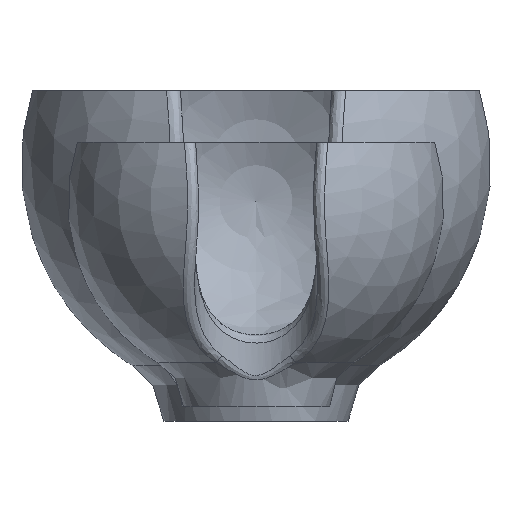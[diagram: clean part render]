
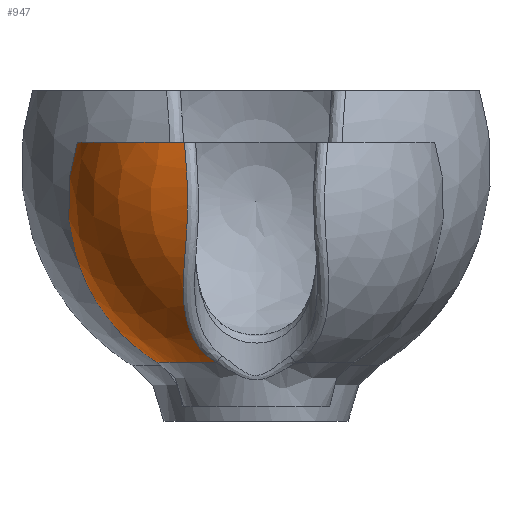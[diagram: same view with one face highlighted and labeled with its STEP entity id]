
A CAD part, left-side view. The second image highlights one B-rep face of the part: STEP entity #947.
In plain terms, the highlighted spherical face has radius 26.818 mm.
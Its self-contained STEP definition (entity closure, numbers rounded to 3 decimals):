
#65=SPHERICAL_SURFACE('',#1061,26.818);
#109=FACE_OUTER_BOUND('',#167,.T.);
#167=EDGE_LOOP('',(#813,#814,#815,#816));
#225=CIRCLE('',#1048,25.449);
#320=B_SPLINE_CURVE_WITH_KNOTS('',3,(#5241,#5242,#5243,#5244,#5245,#5246,
#5247,#5248,#5249),.UNSPECIFIED.,.F.,.F.,(4,1,1,1,1,1,4),(0.399,
0.797,1.229,1.661,2.526,2.958,
3.39),.UNSPECIFIED.);
#321=B_SPLINE_CURVE_WITH_KNOTS('',3,(#5252,#5253,#5254,#5255,#5256,#5257,
#5258,#5259,#5260,#5261,#5262,#5263,#5264,#5265,#5266,#5267,#5268,#5269,
#5270,#5271,#5272,#5273,#5274,#5275,#5276,#5277,#5278,#5279,#5280,#5281,
#5282,#5283,#5284,#5285,#5286,#5287,#5288,#5289,#5290,#5291,#5292,#5293,
#5294,#5295,#5296,#5297,#5298,#5299,#5300,#5301,#5302,#5303,#5304,#5305,
#5306,#5307,#5308,#5309,#5310,#5311,#5312,#5313,#5314,#5315,#5316,#5317,
#5318,#5319,#5320,#5321,#5322,#5323,#5324,#5325,#5326,#5327,#5328,#5329,
#5330),.UNSPECIFIED.,.F.,.F.,(4,3,3,3,3,3,3,3,3,3,3,3,3,3,3,3,3,3,3,3,3,
3,3,3,3,3,4),(-4.188,-4.148,-4.06,-3.972,
-3.878,-3.789,-3.7,-3.61,
-3.599,-3.505,-3.417,-3.328,
-3.24,-3.226,-3.138,-3.05,
-2.999,-2.912,-2.824,-2.765,
-2.674,-2.586,-2.498,-2.41,
-2.399,-2.303,-2.263),.UNSPECIFIED.);
#322=B_SPLINE_CURVE_WITH_KNOTS('',3,(#5331,#5332,#5333,#5334,#5335,#5336,
#5337,#5338,#5339),.UNSPECIFIED.,.F.,.F.,(4,1,1,1,1,1,4),(0.,
0.432,1.296,1.728,2.16,2.593,
2.991),.UNSPECIFIED.);
#404=VERTEX_POINT('',#4639);
#405=VERTEX_POINT('',#4704);
#420=VERTEX_POINT('',#5239);
#421=VERTEX_POINT('',#5251);
#534=EDGE_CURVE('',#404,#405,#225,.T.);
#559=EDGE_CURVE('',#420,#404,#320,.F.);
#560=EDGE_CURVE('',#421,#420,#321,.T.);
#561=EDGE_CURVE('',#405,#421,#322,.F.);
#813=ORIENTED_EDGE('',*,*,#534,.F.);
#814=ORIENTED_EDGE('',*,*,#559,.F.);
#815=ORIENTED_EDGE('',*,*,#560,.F.);
#816=ORIENTED_EDGE('',*,*,#561,.F.);
#947=ADVANCED_FACE('',(#109),#65,.T.);
#1048=AXIS2_PLACEMENT_3D('',#4705,#1203,#1204);
#1061=AXIS2_PLACEMENT_3D('',#5250,#1229,#1230);
#1203=DIRECTION('center_axis',(0.,0.,1.));
#1204=DIRECTION('ref_axis',(0.,-1.,0.));
#1229=DIRECTION('center_axis',(1.,0.,0.));
#1230=DIRECTION('ref_axis',(0.,0.,1.));
#4639=CARTESIAN_POINT('',(-477.635,639.761,-642.288));
#4704=CARTESIAN_POINT('',(-503.78,624.651,-642.288));
#4705=CARTESIAN_POINT('Origin',(-480.457,614.469,-642.288));
#5239=CARTESIAN_POINT('',(-479.039,628.487,-673.566));
#5241=CARTESIAN_POINT('Ctrl Pts',(-477.635,639.761,-642.288));
#5242=CARTESIAN_POINT('Ctrl Pts',(-477.246,640.219,-643.79));
#5243=CARTESIAN_POINT('Ctrl Pts',(-476.523,640.899,-647.031));
#5244=CARTESIAN_POINT('Ctrl Pts',(-476.264,641.092,-652.197));
#5245=CARTESIAN_POINT('Ctrl Pts',(-477.364,640.187,-659.125));
#5246=CARTESIAN_POINT('Ctrl Pts',(-479.577,637.415,-665.371));
#5247=CARTESIAN_POINT('Ctrl Pts',(-480.335,632.713,-670.64));
#5248=CARTESIAN_POINT('Ctrl Pts',(-479.725,629.883,-672.751));
#5249=CARTESIAN_POINT('Ctrl Pts',(-479.039,628.487,-673.566));
#5250=CARTESIAN_POINT('Origin',(-480.457,614.469,-650.747));
#5251=CARTESIAN_POINT('',(-493.311,620.239,-673.566));
#5252=CARTESIAN_POINT('Ctrl Pts',(-493.313,620.24,-673.568));
#5253=CARTESIAN_POINT('Ctrl Pts',(-493.262,620.351,-673.568));
#5254=CARTESIAN_POINT('Ctrl Pts',(-493.211,620.463,-673.568));
#5255=CARTESIAN_POINT('Ctrl Pts',(-493.157,620.573,-673.568));
#5256=CARTESIAN_POINT('Ctrl Pts',(-493.042,620.813,-673.568));
#5257=CARTESIAN_POINT('Ctrl Pts',(-492.92,621.05,-673.568));
#5258=CARTESIAN_POINT('Ctrl Pts',(-492.79,621.284,-673.568));
#5259=CARTESIAN_POINT('Ctrl Pts',(-492.66,621.519,-673.568));
#5260=CARTESIAN_POINT('Ctrl Pts',(-492.522,621.751,-673.567));
#5261=CARTESIAN_POINT('Ctrl Pts',(-492.378,621.979,-673.567));
#5262=CARTESIAN_POINT('Ctrl Pts',(-492.225,622.22,-673.567));
#5263=CARTESIAN_POINT('Ctrl Pts',(-492.065,622.457,-673.567));
#5264=CARTESIAN_POINT('Ctrl Pts',(-491.899,622.688,-673.567));
#5265=CARTESIAN_POINT('Ctrl Pts',(-491.739,622.91,-673.567));
#5266=CARTESIAN_POINT('Ctrl Pts',(-491.572,623.128,-673.566));
#5267=CARTESIAN_POINT('Ctrl Pts',(-491.4,623.34,-673.566));
#5268=CARTESIAN_POINT('Ctrl Pts',(-491.228,623.552,-673.566));
#5269=CARTESIAN_POINT('Ctrl Pts',(-491.05,623.759,-673.566));
#5270=CARTESIAN_POINT('Ctrl Pts',(-490.866,623.961,-673.566));
#5271=CARTESIAN_POINT('Ctrl Pts',(-490.683,624.161,-673.566));
#5272=CARTESIAN_POINT('Ctrl Pts',(-490.495,624.356,-673.566));
#5273=CARTESIAN_POINT('Ctrl Pts',(-490.302,624.545,-673.566));
#5274=CARTESIAN_POINT('Ctrl Pts',(-490.276,624.57,-673.566));
#5275=CARTESIAN_POINT('Ctrl Pts',(-490.25,624.595,-673.566));
#5276=CARTESIAN_POINT('Ctrl Pts',(-490.225,624.62,-673.566));
#5277=CARTESIAN_POINT('Ctrl Pts',(-490.021,624.816,-673.566));
#5278=CARTESIAN_POINT('Ctrl Pts',(-489.812,625.006,-673.566));
#5279=CARTESIAN_POINT('Ctrl Pts',(-489.596,625.19,-673.566));
#5280=CARTESIAN_POINT('Ctrl Pts',(-489.391,625.366,-673.566));
#5281=CARTESIAN_POINT('Ctrl Pts',(-489.179,625.536,-673.566));
#5282=CARTESIAN_POINT('Ctrl Pts',(-488.963,625.7,-673.566));
#5283=CARTESIAN_POINT('Ctrl Pts',(-488.748,625.864,-673.567));
#5284=CARTESIAN_POINT('Ctrl Pts',(-488.527,626.022,-673.567));
#5285=CARTESIAN_POINT('Ctrl Pts',(-488.303,626.173,-673.567));
#5286=CARTESIAN_POINT('Ctrl Pts',(-488.079,626.323,-673.567));
#5287=CARTESIAN_POINT('Ctrl Pts',(-487.851,626.467,-673.567));
#5288=CARTESIAN_POINT('Ctrl Pts',(-487.62,626.604,-673.568));
#5289=CARTESIAN_POINT('Ctrl Pts',(-487.583,626.626,-673.568));
#5290=CARTESIAN_POINT('Ctrl Pts',(-487.546,626.647,-673.568));
#5291=CARTESIAN_POINT('Ctrl Pts',(-487.51,626.668,-673.568));
#5292=CARTESIAN_POINT('Ctrl Pts',(-487.276,626.804,-673.568));
#5293=CARTESIAN_POINT('Ctrl Pts',(-487.039,626.932,-673.568));
#5294=CARTESIAN_POINT('Ctrl Pts',(-486.799,627.053,-673.568));
#5295=CARTESIAN_POINT('Ctrl Pts',(-486.56,627.174,-673.569));
#5296=CARTESIAN_POINT('Ctrl Pts',(-486.317,627.287,-673.569));
#5297=CARTESIAN_POINT('Ctrl Pts',(-486.071,627.394,-673.569));
#5298=CARTESIAN_POINT('Ctrl Pts',(-485.929,627.456,-673.569));
#5299=CARTESIAN_POINT('Ctrl Pts',(-485.785,627.515,-673.569));
#5300=CARTESIAN_POINT('Ctrl Pts',(-485.641,627.572,-673.569));
#5301=CARTESIAN_POINT('Ctrl Pts',(-485.395,627.67,-673.569));
#5302=CARTESIAN_POINT('Ctrl Pts',(-485.146,627.76,-673.569));
#5303=CARTESIAN_POINT('Ctrl Pts',(-484.893,627.844,-673.569));
#5304=CARTESIAN_POINT('Ctrl Pts',(-484.641,627.928,-673.569));
#5305=CARTESIAN_POINT('Ctrl Pts',(-484.385,628.005,-673.568));
#5306=CARTESIAN_POINT('Ctrl Pts',(-484.128,628.074,-673.568));
#5307=CARTESIAN_POINT('Ctrl Pts',(-483.954,628.121,-673.568));
#5308=CARTESIAN_POINT('Ctrl Pts',(-483.779,628.164,-673.568));
#5309=CARTESIAN_POINT('Ctrl Pts',(-483.604,628.204,-673.568));
#5310=CARTESIAN_POINT('Ctrl Pts',(-483.331,628.266,-673.568));
#5311=CARTESIAN_POINT('Ctrl Pts',(-483.056,628.32,-673.567));
#5312=CARTESIAN_POINT('Ctrl Pts',(-482.78,628.366,-673.567));
#5313=CARTESIAN_POINT('Ctrl Pts',(-482.514,628.41,-673.567));
#5314=CARTESIAN_POINT('Ctrl Pts',(-482.248,628.446,-673.567));
#5315=CARTESIAN_POINT('Ctrl Pts',(-481.98,628.474,-673.566));
#5316=CARTESIAN_POINT('Ctrl Pts',(-481.713,628.503,-673.566));
#5317=CARTESIAN_POINT('Ctrl Pts',(-481.445,628.524,-673.566));
#5318=CARTESIAN_POINT('Ctrl Pts',(-481.176,628.537,-673.566));
#5319=CARTESIAN_POINT('Ctrl Pts',(-480.908,628.55,-673.566));
#5320=CARTESIAN_POINT('Ctrl Pts',(-480.641,628.556,-673.566));
#5321=CARTESIAN_POINT('Ctrl Pts',(-480.374,628.554,-673.566));
#5322=CARTESIAN_POINT('Ctrl Pts',(-480.342,628.553,-673.566));
#5323=CARTESIAN_POINT('Ctrl Pts',(-480.31,628.553,-673.566));
#5324=CARTESIAN_POINT('Ctrl Pts',(-480.278,628.553,-673.566));
#5325=CARTESIAN_POINT('Ctrl Pts',(-479.988,628.548,-673.566));
#5326=CARTESIAN_POINT('Ctrl Pts',(-479.697,628.535,-673.566));
#5327=CARTESIAN_POINT('Ctrl Pts',(-479.407,628.513,-673.566));
#5328=CARTESIAN_POINT('Ctrl Pts',(-479.284,628.504,-673.566));
#5329=CARTESIAN_POINT('Ctrl Pts',(-479.162,628.494,-673.566));
#5330=CARTESIAN_POINT('Ctrl Pts',(-479.04,628.481,-673.566));
#5331=CARTESIAN_POINT('Ctrl Pts',(-493.311,620.239,-673.566));
#5332=CARTESIAN_POINT('Ctrl Pts',(-494.179,621.53,-672.751));
#5333=CARTESIAN_POINT('Ctrl Pts',(-497.429,624.444,-669.561));
#5334=CARTESIAN_POINT('Ctrl Pts',(-501.859,625.033,-663.848));
#5335=CARTESIAN_POINT('Ctrl Pts',(-504.612,624.503,-657.396));
#5336=CARTESIAN_POINT('Ctrl Pts',(-505.623,624.128,-652.195));
#5337=CARTESIAN_POINT('Ctrl Pts',(-505.321,624.255,-647.032));
#5338=CARTESIAN_POINT('Ctrl Pts',(-504.372,624.542,-643.79));
#5339=CARTESIAN_POINT('Ctrl Pts',(-503.78,624.651,-642.288));
